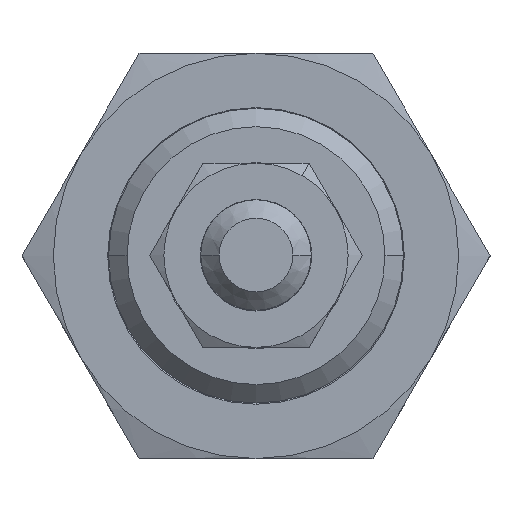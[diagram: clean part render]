
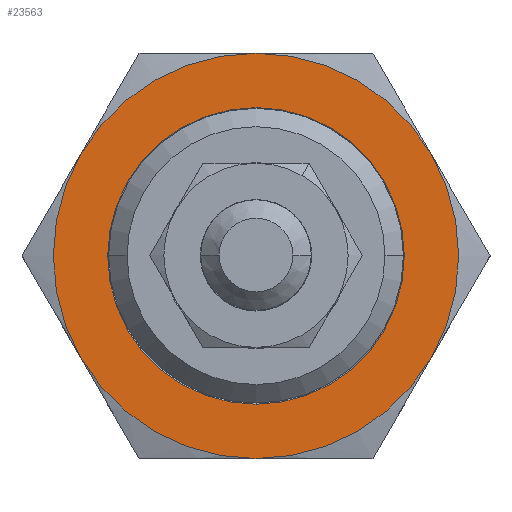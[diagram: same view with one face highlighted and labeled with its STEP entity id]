
A CAD part, top view. The second image highlights one B-rep face of the part: STEP entity #23563.
In plain terms, the highlighted planar face has unit normal (0, 0, 1).
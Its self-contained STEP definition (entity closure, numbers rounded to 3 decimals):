
#82 = EDGE_CURVE ( 'NONE', #11615, #22492, #20333, .T. ) ;
#1278 = EDGE_CURVE ( 'NONE', #23365, #22795, #13282, .T. ) ;
#1685 = ORIENTED_EDGE ( 'NONE', *, *, #1278, .T. ) ;
#2260 = CARTESIAN_POINT ( 'NONE',  ( 0., -8.05, 113. ) ) ;
#2305 = CARTESIAN_POINT ( 'NONE',  ( 0., 0., 113. ) ) ;
#2605 = DIRECTION ( 'NONE',  ( 0., 0., -1. ) ) ;
#3077 = CARTESIAN_POINT ( 'NONE',  ( 0., 0., 113. ) ) ;
#3122 = DIRECTION ( 'NONE',  ( 0., 0., -1. ) ) ;
#3460 = DIRECTION ( 'NONE',  ( 0., 0., -1. ) ) ;
#3750 = AXIS2_PLACEMENT_3D ( 'NONE', #2305, #14071, #21630 ) ;
#3898 = ORIENTED_EDGE ( 'NONE', *, *, #21704, .F. ) ;
#4085 = EDGE_CURVE ( 'NONE', #14081, #16967, #11447, .T. ) ;
#5304 = CARTESIAN_POINT ( 'NONE',  ( -9.526, 5.5, 113. ) ) ;
#5496 = DIRECTION ( 'NONE',  ( 0., 1., 0. ) ) ;
#5629 = CARTESIAN_POINT ( 'NONE',  ( 0., 8.05, 113. ) ) ;
#6704 = DIRECTION ( 'NONE',  ( 0., 1., 0. ) ) ;
#6754 = ORIENTED_EDGE ( 'NONE', *, *, #16920, .F. ) ;
#6783 = EDGE_LOOP ( 'NONE', ( #22923, #11287, #8473, #23038, #3898, #6754 ) ) ;
#6872 = CARTESIAN_POINT ( 'NONE',  ( 0., 0., 113. ) ) ;
#7201 = PLANE ( 'NONE',  #14144 ) ;
#7334 = DIRECTION ( 'NONE',  ( 0., 1., 0. ) ) ;
#8366 = CARTESIAN_POINT ( 'NONE',  ( 0., 0., 113. ) ) ;
#8473 = ORIENTED_EDGE ( 'NONE', *, *, #17898, .F. ) ;
#8478 = AXIS2_PLACEMENT_3D ( 'NONE', #8366, #17548, #13815 ) ;
#9325 = DIRECTION ( 'NONE',  ( 0., 0., -1. ) ) ;
#9442 = FACE_BOUND ( 'NONE', #21646, .T. ) ;
#9554 = CARTESIAN_POINT ( 'NONE',  ( 9.526, 5.5, 113. ) ) ;
#9771 = VERTEX_POINT ( 'NONE', #9554 ) ;
#9964 = CIRCLE ( 'NONE', #11532, 8.05 ) ;
#10247 = AXIS2_PLACEMENT_3D ( 'NONE', #13281, #18605, #20836 ) ;
#10682 = DIRECTION ( 'NONE',  ( 0., 1., 0. ) ) ;
#10781 = VERTEX_POINT ( 'NONE', #19634 ) ;
#11238 = CARTESIAN_POINT ( 'NONE',  ( 0., 11., 113. ) ) ;
#11287 = ORIENTED_EDGE ( 'NONE', *, *, #82, .F. ) ;
#11323 = CARTESIAN_POINT ( 'NONE',  ( 0., -11., 113. ) ) ;
#11447 = CIRCLE ( 'NONE', #10247, 11. ) ;
#11507 = AXIS2_PLACEMENT_3D ( 'NONE', #3077, #22318, #6704 ) ;
#11532 = AXIS2_PLACEMENT_3D ( 'NONE', #14954, #22499, #5496 ) ;
#11576 = AXIS2_PLACEMENT_3D ( 'NONE', #23216, #2605, #19609 ) ;
#11615 = VERTEX_POINT ( 'NONE', #5304 ) ;
#12718 = CIRCLE ( 'NONE', #11576, 11. ) ;
#13281 = CARTESIAN_POINT ( 'NONE',  ( 0., 0., 113. ) ) ;
#13282 = CIRCLE ( 'NONE', #19232, 8.05 ) ;
#13735 = EDGE_CURVE ( 'NONE', #22795, #23365, #9964, .T. ) ;
#13815 = DIRECTION ( 'NONE',  ( 0., 1., 0. ) ) ;
#14071 = DIRECTION ( 'NONE',  ( 0., 0., -1. ) ) ;
#14081 = VERTEX_POINT ( 'NONE', #11323 ) ;
#14144 = AXIS2_PLACEMENT_3D ( 'NONE', #17002, #3460, #7334 ) ;
#14954 = CARTESIAN_POINT ( 'NONE',  ( 0., 0., 113. ) ) ;
#16021 = CIRCLE ( 'NONE', #3750, 11. ) ;
#16830 = AXIS2_PLACEMENT_3D ( 'NONE', #20219, #9325, #10682 ) ;
#16920 = EDGE_CURVE ( 'NONE', #9771, #10781, #23379, .T. ) ;
#16967 = VERTEX_POINT ( 'NONE', #19964 ) ;
#17002 = CARTESIAN_POINT ( 'NONE',  ( 0., 0., 113. ) ) ;
#17447 = ORIENTED_EDGE ( 'NONE', *, *, #13735, .T. ) ;
#17548 = DIRECTION ( 'NONE',  ( 0., 0., -1. ) ) ;
#17898 = EDGE_CURVE ( 'NONE', #16967, #11615, #12718, .T. ) ;
#17999 = CIRCLE ( 'NONE', #16830, 11. ) ;
#18605 = DIRECTION ( 'NONE',  ( 0., 0., -1. ) ) ;
#18859 = FACE_OUTER_BOUND ( 'NONE', #6783, .T. ) ;
#19232 = AXIS2_PLACEMENT_3D ( 'NONE', #6872, #3122, #24207 ) ;
#19609 = DIRECTION ( 'NONE',  ( 0., 1., 0. ) ) ;
#19634 = CARTESIAN_POINT ( 'NONE',  ( 9.526, -5.5, 113. ) ) ;
#19964 = CARTESIAN_POINT ( 'NONE',  ( -9.526, -5.5, 113. ) ) ;
#20219 = CARTESIAN_POINT ( 'NONE',  ( 0., 0., 113. ) ) ;
#20333 = CIRCLE ( 'NONE', #8478, 11. ) ;
#20490 = EDGE_CURVE ( 'NONE', #22492, #9771, #17999, .T. ) ;
#20836 = DIRECTION ( 'NONE',  ( 0., 1., 0. ) ) ;
#21630 = DIRECTION ( 'NONE',  ( 0., 1., 0. ) ) ;
#21646 = EDGE_LOOP ( 'NONE', ( #1685, #17447 ) ) ;
#21704 = EDGE_CURVE ( 'NONE', #10781, #14081, #16021, .T. ) ;
#22318 = DIRECTION ( 'NONE',  ( 0., 0., -1. ) ) ;
#22492 = VERTEX_POINT ( 'NONE', #11238 ) ;
#22499 = DIRECTION ( 'NONE',  ( 0., 0., -1. ) ) ;
#22795 = VERTEX_POINT ( 'NONE', #5629 ) ;
#22923 = ORIENTED_EDGE ( 'NONE', *, *, #20490, .F. ) ;
#23038 = ORIENTED_EDGE ( 'NONE', *, *, #4085, .F. ) ;
#23216 = CARTESIAN_POINT ( 'NONE',  ( 0., 0., 113. ) ) ;
#23365 = VERTEX_POINT ( 'NONE', #2260 ) ;
#23379 = CIRCLE ( 'NONE', #11507, 11. ) ;
#23563 = ADVANCED_FACE ( 'NONE', ( #9442, #18859 ), #7201, .F. ) ;
#24207 = DIRECTION ( 'NONE',  ( 0., 1., 0. ) ) ;
